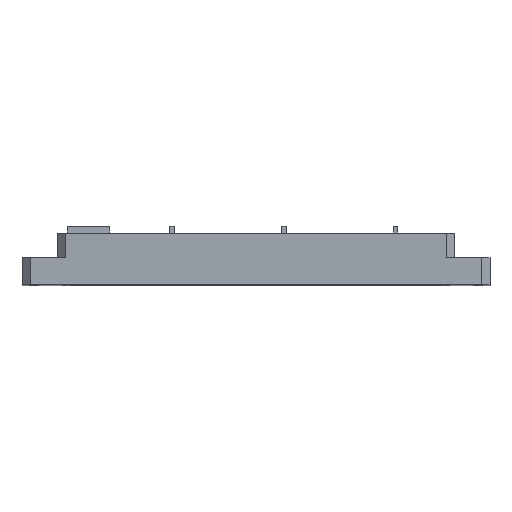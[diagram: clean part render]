
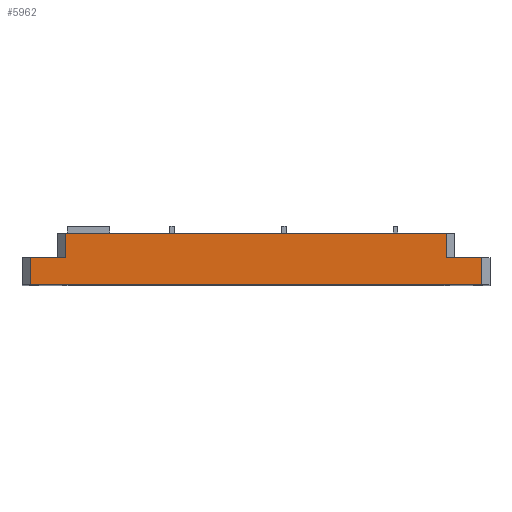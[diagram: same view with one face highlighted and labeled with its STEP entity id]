
A CAD part, top view. The second image highlights one B-rep face of the part: STEP entity #5962.
In plain terms, the highlighted planar face has unit normal (0, 0, 1).
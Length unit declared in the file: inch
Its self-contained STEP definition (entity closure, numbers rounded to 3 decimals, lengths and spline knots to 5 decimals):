
#500 = DIRECTION ( 'NONE',  ( 0., 1., 0. ) ) ;
#530 = VERTEX_POINT ( 'NONE', #16405 ) ;
#593 = EDGE_CURVE ( 'NONE', #2585, #9138, #11223, .T. ) ;
#758 = ORIENTED_EDGE ( 'NONE', *, *, #5214, .T. ) ;
#878 = VERTEX_POINT ( 'NONE', #6962 ) ;
#1491 = PLANE ( 'NONE',  #12780 ) ;
#1943 = DIRECTION ( 'NONE',  ( 0., -1., 0. ) ) ;
#2141 = CARTESIAN_POINT ( 'NONE',  ( 0.14, 0.9005, 0. ) ) ;
#2465 = VECTOR ( 'NONE', #500, 39.37008 ) ;
#2530 = DIRECTION ( 'NONE',  ( -1., 0., 0. ) ) ;
#2585 = VERTEX_POINT ( 'NONE', #12740 ) ;
#3286 = CARTESIAN_POINT ( 'NONE',  ( 7.372, 0.9005, 0. ) ) ;
#3342 = EDGE_CURVE ( 'NONE', #11935, #8113, #8375, .T. ) ;
#3364 = LINE ( 'NONE', #12013, #4965 ) ;
#4106 = EDGE_CURVE ( 'NONE', #11935, #9138, #15028, .T. ) ;
#4153 = EDGE_LOOP ( 'NONE', ( #4932, #7160, #758, #8516, #13540, #12550, #13436, #5668 ) ) ;
#4376 = DIRECTION ( 'NONE',  ( 0., -1., 0. ) ) ;
#4386 = VECTOR ( 'NONE', #14486, 39.37008 ) ;
#4533 = EDGE_CURVE ( 'NONE', #11812, #530, #13803, .T. ) ;
#4821 = EDGE_CURVE ( 'NONE', #530, #10423, #9296, .T. ) ;
#4932 = ORIENTED_EDGE ( 'NONE', *, *, #4821, .T. ) ;
#4965 = VECTOR ( 'NONE', #4376, 39.37008 ) ;
#5214 = EDGE_CURVE ( 'NONE', #878, #2585, #12121, .T. ) ;
#5668 = ORIENTED_EDGE ( 'NONE', *, *, #4533, .T. ) ;
#5962 = ADVANCED_FACE ( 'NONE', ( #12937 ), #1491, .F. ) ;
#5963 = CARTESIAN_POINT ( 'NONE',  ( 0.752, 0.9005, 0. ) ) ;
#6312 = DIRECTION ( 'NONE',  ( -1., 0., 0. ) ) ;
#6765 = VECTOR ( 'NONE', #1943, 39.37008 ) ;
#6824 = EDGE_CURVE ( 'NONE', #878, #10423, #3364, .T. ) ;
#6962 = CARTESIAN_POINT ( 'NONE',  ( 7.984, 0.4705, 0. ) ) ;
#7160 = ORIENTED_EDGE ( 'NONE', *, *, #6824, .F. ) ;
#8113 = VERTEX_POINT ( 'NONE', #13481 ) ;
#8262 = VECTOR ( 'NONE', #2530, 39.37008 ) ;
#8375 = LINE ( 'NONE', #13549, #6765 ) ;
#8451 = VECTOR ( 'NONE', #13885, 39.37008 ) ;
#8516 = ORIENTED_EDGE ( 'NONE', *, *, #593, .T. ) ;
#8670 = CARTESIAN_POINT ( 'NONE',  ( 7.372, 0.9005, 0. ) ) ;
#9112 = DIRECTION ( 'NONE',  ( 0., 0., -1. ) ) ;
#9136 = CARTESIAN_POINT ( 'NONE',  ( 0., 0.4705, 0. ) ) ;
#9138 = VERTEX_POINT ( 'NONE', #3286 ) ;
#9296 = LINE ( 'NONE', #13204, #4386 ) ;
#9460 = CARTESIAN_POINT ( 'NONE',  ( 0.14, 0.4705, 0. ) ) ;
#9822 = CARTESIAN_POINT ( 'NONE',  ( 0.14, 0.9005, 0. ) ) ;
#10423 = VERTEX_POINT ( 'NONE', #11010 ) ;
#11010 = CARTESIAN_POINT ( 'NONE',  ( 7.984, 0., 0. ) ) ;
#11223 = LINE ( 'NONE', #8670, #2465 ) ;
#11812 = VERTEX_POINT ( 'NONE', #9460 ) ;
#11935 = VERTEX_POINT ( 'NONE', #5963 ) ;
#11963 = VECTOR ( 'NONE', #16468, 39.37008 ) ;
#12013 = CARTESIAN_POINT ( 'NONE',  ( 7.984, 0.9005, 0. ) ) ;
#12121 = LINE ( 'NONE', #14668, #12533 ) ;
#12382 = DIRECTION ( 'NONE',  ( -1., 0., 0. ) ) ;
#12533 = VECTOR ( 'NONE', #12382, 39.37008 ) ;
#12550 = ORIENTED_EDGE ( 'NONE', *, *, #3342, .T. ) ;
#12740 = CARTESIAN_POINT ( 'NONE',  ( 7.372, 0.4705, 0. ) ) ;
#12780 = AXIS2_PLACEMENT_3D ( 'NONE', #15735, #9112, #6312 ) ;
#12937 = FACE_OUTER_BOUND ( 'NONE', #4153, .T. ) ;
#13204 = CARTESIAN_POINT ( 'NONE',  ( 0.14, 0., 0. ) ) ;
#13436 = ORIENTED_EDGE ( 'NONE', *, *, #15840, .T. ) ;
#13481 = CARTESIAN_POINT ( 'NONE',  ( 0.752, 0.4705, 0. ) ) ;
#13540 = ORIENTED_EDGE ( 'NONE', *, *, #4106, .F. ) ;
#13549 = CARTESIAN_POINT ( 'NONE',  ( 0.752, 0.9005, 0. ) ) ;
#13803 = LINE ( 'NONE', #9822, #8451 ) ;
#13885 = DIRECTION ( 'NONE',  ( 0., -1., 0. ) ) ;
#14144 = LINE ( 'NONE', #9136, #8262 ) ;
#14486 = DIRECTION ( 'NONE',  ( 1., 0., 0. ) ) ;
#14668 = CARTESIAN_POINT ( 'NONE',  ( 8.124, 0.4705, 0. ) ) ;
#15028 = LINE ( 'NONE', #2141, #11963 ) ;
#15735 = CARTESIAN_POINT ( 'NONE',  ( 0.14, 0.9005, 0. ) ) ;
#15840 = EDGE_CURVE ( 'NONE', #8113, #11812, #14144, .T. ) ;
#16405 = CARTESIAN_POINT ( 'NONE',  ( 0.14, 0., 0. ) ) ;
#16468 = DIRECTION ( 'NONE',  ( 1., 0., 0. ) ) ;
